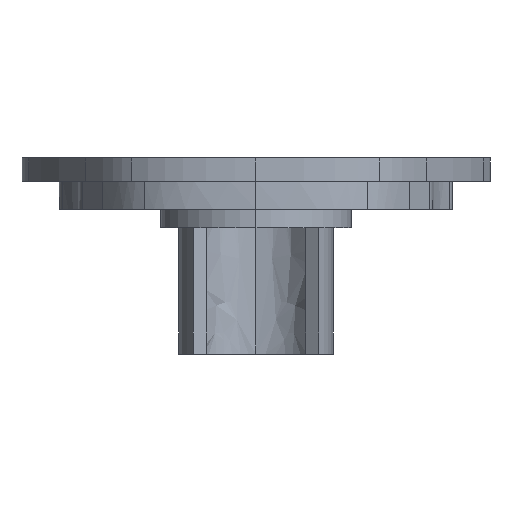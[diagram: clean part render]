
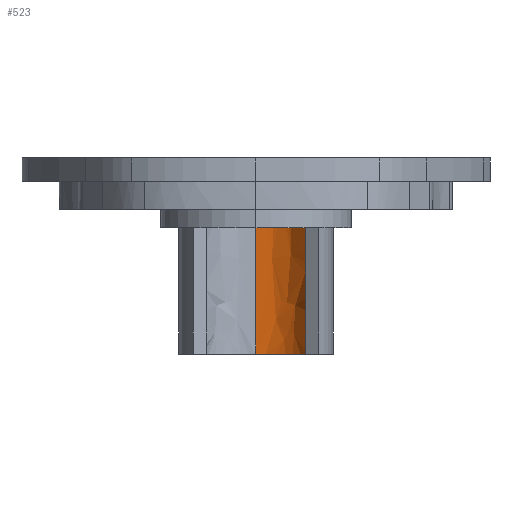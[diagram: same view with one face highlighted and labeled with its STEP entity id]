
A CAD part, front view. The second image highlights one B-rep face of the part: STEP entity #523.
In plain terms, the highlighted free-form (B-spline) face has degree [3, 1] with [4, 2] control points.
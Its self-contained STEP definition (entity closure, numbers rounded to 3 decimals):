
#21 = EDGE_CURVE('',#22,#24,#26,.T.);
#22 = VERTEX_POINT('',#23);
#23 = CARTESIAN_POINT('',(0.003,-7.485,
    -1.497));
#24 = VERTEX_POINT('',#25);
#25 = CARTESIAN_POINT('',(0.,7.485,
    -1.497));
#26 = ( BOUNDED_CURVE() B_SPLINE_CURVE(3,(#27,#28,#29,#30),
.UNSPECIFIED.,.F.,.F.) B_SPLINE_CURVE_WITH_KNOTS((4,4),(0.5,
1.),.PIECEWISE_BEZIER_KNOTS.) CURVE() GEOMETRIC_REPRESENTATION_ITEM() 
RATIONAL_B_SPLINE_CURVE((1.,0.333,0.333,1.)) 
REPRESENTATION_ITEM('') );
#27 = CARTESIAN_POINT('',(0.003,-7.485,
    -1.497));
#28 = CARTESIAN_POINT('',(14.966,-7.479,
    -1.497));
#29 = CARTESIAN_POINT('',(14.963,7.485,-1.497
    ));
#30 = CARTESIAN_POINT('',(0.,7.485,
    -1.497));
#523 = ADVANCED_FACE('',(#524),#573,.F.);
#524 = FACE_BOUND('',#525,.F.);
#525 = EDGE_LOOP('',(#526,#535,#544,#549,#550,#559,#566));
#526 = ORIENTED_EDGE('',*,*,#527,.F.);
#527 = EDGE_CURVE('',#528,#530,#532,.T.);
#528 = VERTEX_POINT('',#529);
#529 = CARTESIAN_POINT('',(6.097,-4.341,
    -23.95));
#530 = VERTEX_POINT('',#531);
#531 = CARTESIAN_POINT('',(6.097,-4.341,-8.532
    ));
#532 = B_SPLINE_CURVE_WITH_KNOTS('',1,(#533,#534),.UNSPECIFIED.,.F.,.F.,
  (2,2),(0.,10.3),.PIECEWISE_BEZIER_KNOTS.);
#533 = CARTESIAN_POINT('',(6.097,-4.341,
    -23.95));
#534 = CARTESIAN_POINT('',(6.097,-4.341,-8.532
    ));
#535 = ORIENTED_EDGE('',*,*,#536,.F.);
#536 = EDGE_CURVE('',#537,#528,#539,.T.);
#537 = VERTEX_POINT('',#538);
#538 = CARTESIAN_POINT('',(0.,7.485,-23.95));
#539 = ( BOUNDED_CURVE() B_SPLINE_CURVE(3,(#540,#541,#542,#543),
.UNSPECIFIED.,.F.,.F.) B_SPLINE_CURVE_WITH_KNOTS((4,4),(0.,
2.189),.PIECEWISE_BEZIER_KNOTS.) CURVE() 
GEOMETRIC_REPRESENTATION_ITEM() RATIONAL_B_SPLINE_CURVE((1.,
0.639,0.639,1.)) REPRESENTATION_ITEM('') );
#540 = CARTESIAN_POINT('',(0.,7.485,-23.95));
#541 = CARTESIAN_POINT('',(6.942,7.485,-23.95
    ));
#542 = CARTESIAN_POINT('',(10.123,1.314,
    -23.95));
#543 = CARTESIAN_POINT('',(6.097,-4.341,
    -23.95));
#544 = ORIENTED_EDGE('',*,*,#545,.T.);
#545 = EDGE_CURVE('',#537,#24,#546,.T.);
#546 = B_SPLINE_CURVE_WITH_KNOTS('',1,(#547,#548),.UNSPECIFIED.,.F.,.F.,
  (2,2),(-10.3,4.7),.PIECEWISE_BEZIER_KNOTS.);
#547 = CARTESIAN_POINT('',(0.,7.485,-23.95));
#548 = CARTESIAN_POINT('',(0.,7.485,-1.497));
#549 = ORIENTED_EDGE('',*,*,#21,.F.);
#550 = ORIENTED_EDGE('',*,*,#551,.F.);
#551 = EDGE_CURVE('',#552,#22,#554,.T.);
#552 = VERTEX_POINT('',#553);
#553 = CARTESIAN_POINT('',(0.,-7.485,
    -1.497));
#554 = ( BOUNDED_CURVE() B_SPLINE_CURVE(3,(#555,#556,#557,#558),
.UNSPECIFIED.,.F.,.F.) B_SPLINE_CURVE_WITH_KNOTS((4,4),(0.5,
0.5),.PIECEWISE_BEZIER_KNOTS.) CURVE() 
GEOMETRIC_REPRESENTATION_ITEM() RATIONAL_B_SPLINE_CURVE((1.,
1.,1.,1.)) REPRESENTATION_ITEM('') );
#555 = CARTESIAN_POINT('',(0.,-7.485,
    -1.497));
#556 = CARTESIAN_POINT('',(0.001,-7.485,
    -1.497));
#557 = CARTESIAN_POINT('',(0.002,-7.485,
    -1.497));
#558 = CARTESIAN_POINT('',(0.003,-7.485,
    -1.497));
#559 = ORIENTED_EDGE('',*,*,#560,.F.);
#560 = EDGE_CURVE('',#561,#552,#563,.T.);
#561 = VERTEX_POINT('',#562);
#562 = CARTESIAN_POINT('',(0.,-7.485,
    -8.532));
#563 = B_SPLINE_CURVE_WITH_KNOTS('',1,(#564,#565),.UNSPECIFIED.,.F.,.F.,
  (2,2),(0.,4.7),.PIECEWISE_BEZIER_KNOTS.);
#564 = CARTESIAN_POINT('',(0.,-7.485,
    -8.532));
#565 = CARTESIAN_POINT('',(0.,-7.485,
    -1.497));
#566 = ORIENTED_EDGE('',*,*,#567,.T.);
#567 = EDGE_CURVE('',#561,#530,#568,.T.);
#568 = ( BOUNDED_CURVE() B_SPLINE_CURVE(3,(#569,#570,#571,#572),
.UNSPECIFIED.,.F.,.F.) B_SPLINE_CURVE_WITH_KNOTS((4,4),(3.142,
4.094),.PIECEWISE_BEZIER_KNOTS.) CURVE() 
GEOMETRIC_REPRESENTATION_ITEM() RATIONAL_B_SPLINE_CURVE((1.,
0.926,0.926,1.)) REPRESENTATION_ITEM('') );
#569 = CARTESIAN_POINT('',(0.,-7.485,
    -8.532));
#570 = CARTESIAN_POINT('',(2.47,-7.485,-8.532
    ));
#571 = CARTESIAN_POINT('',(4.665,-6.353,-8.532
    ));
#572 = CARTESIAN_POINT('',(6.097,-4.341,-8.532
    ));
#573 = ( BOUNDED_SURFACE() B_SPLINE_SURFACE(3,1,(
    (#574,#575)
    ,(#576,#577)
    ,(#578,#579)
,(#580,#581
    )),.UNSPECIFIED.,.F.,.F.,.F.) B_SPLINE_SURFACE_WITH_KNOTS((4,4),(2,2
    ),(0.,1.),(0.,1.),.PIECEWISE_BEZIER_KNOTS.) 
GEOMETRIC_REPRESENTATION_ITEM() RATIONAL_B_SPLINE_SURFACE((
    (1.,1.)
    ,(0.333,0.333)
    ,(0.333,0.333)
,(1.,1.))) REPRESENTATION_ITEM('') SURFACE() );
#574 = CARTESIAN_POINT('',(0.,-7.485,
    -23.95));
#575 = CARTESIAN_POINT('',(0.,-7.485,
    -1.497));
#576 = CARTESIAN_POINT('',(14.969,-7.485,
    -23.95));
#577 = CARTESIAN_POINT('',(14.969,-7.485,
    -1.497));
#578 = CARTESIAN_POINT('',(14.969,7.485,
    -23.95));
#579 = CARTESIAN_POINT('',(14.969,7.485,
    -1.497));
#580 = CARTESIAN_POINT('',(0.,7.485,-23.95));
#581 = CARTESIAN_POINT('',(0.,7.485,-1.497));
